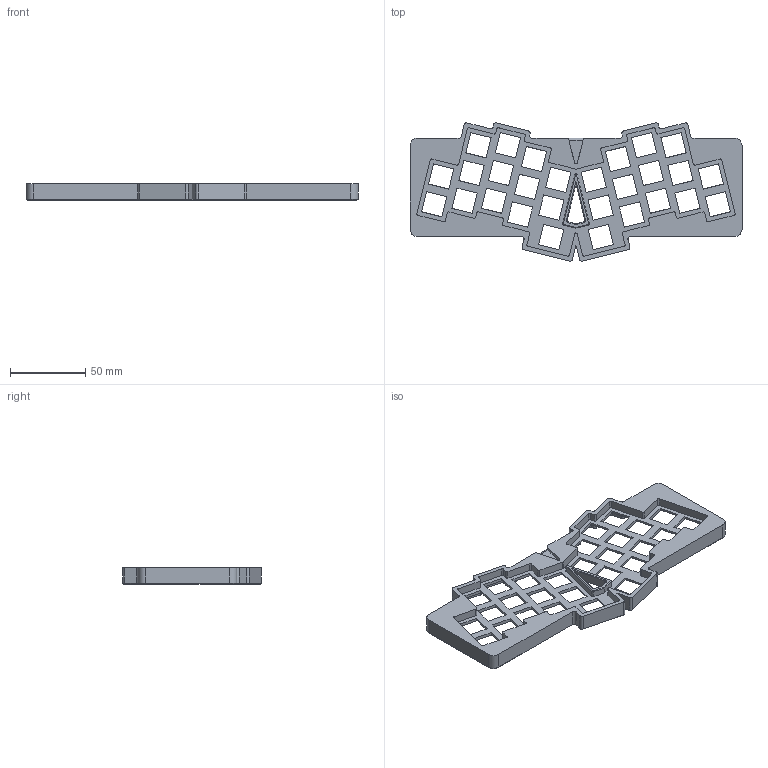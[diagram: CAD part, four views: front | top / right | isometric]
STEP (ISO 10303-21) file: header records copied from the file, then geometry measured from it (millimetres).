
FILE_DESCRIPTION(('Open CASCADE Model'),'2;1');
FILE_NAME('Open CASCADE Shape Model','2024-06-18T08:18:21',('Author'),( 'Open CASCADE'),'Open CASCADE STEP processor 7.7','Open CASCADE 7.7' ,'Unknown');
FILE_SCHEMA(('AUTOMOTIVE_DESIGN { 1 0 10303 214 1 1 1 1 }'));
Length unit declared in the file: millimetre
Products named in the file (1): Open CASCADE STEP translator 7.7 1
Bounding box: 221.1 x 92.08 x 11.1 mm (x, y, z)
Volume: 55130.7 mm3; surface area: 37552.2 mm2
Topology: 1 solids, 1 shells, 502 faces, 1429 edges, 931 vertices
Faces by surface type: plane 370, cylinder 99, cone 30, bspline 3
Entity records: 35046 total; most frequent: CARTESIAN_POINT 6746, DIRECTION 5166, LINE 3610, VECTOR 3610, ORIENTED_EDGE 2858, PCURVE 2858, DEFINITIONAL_REPRESENTATION 2858, EDGE_CURVE 1429
